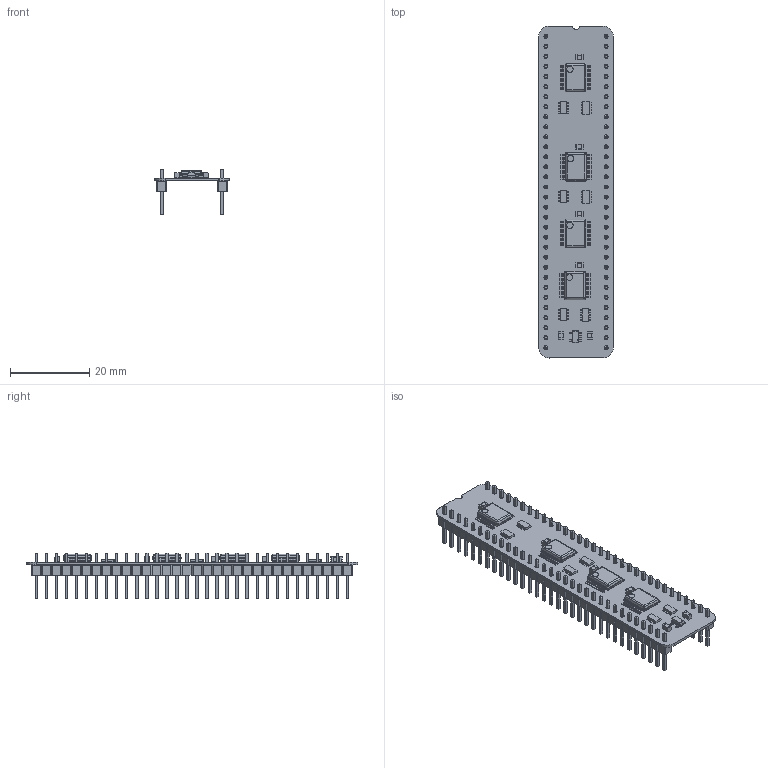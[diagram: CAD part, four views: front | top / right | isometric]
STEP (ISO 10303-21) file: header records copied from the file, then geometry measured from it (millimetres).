
FILE_DESCRIPTION(('KiCad electronic assembly'),'2;1');
FILE_NAME('Device Buffer.step','2025-01-03T09:27:02',('Pcbnew'),('Kicad' ),'Open CASCADE STEP processor 7.8','KiCad to STEP converter', 'Unknown');
FILE_SCHEMA(('AUTOMOTIVE_DESIGN { 1 0 10303 214 1 1 1 1 }'));
Length unit declared in the file: millimetre
Products named in the file (12): Device Buffer 1; SN74ABT245BDBR; DB0020A_ASM; C_0805_2012Metric; CAY16-470J4LF; ASSEMBLY; AP7365-33WG-7; PinHeader_1x32_P2.54mm_Vertical; PinHeader_1x32_P254mm_Vertical; Device Buffer_PCB
Assembly tree (25 placements, depth 3):
  Device Buffer 1
    SN74ABT245BDBR  x4
      DB0020A_ASM
    C_0805_2012Metric  x6
      C_0805_2012Metric
    CAY16-470J4LF  x6
      ASSEMBLY
    AP7365-33WG-7
      ASSEMBLY
    PinHeader_1x32_P2.54mm_Vertical  x2
      PinHeader_1x32_P254mm_Vertical
    Device Buffer_PCB
Bounding box: 18.8 x 83.97 x 11.54 mm (x, y, z)
Volume: 2628.6 mm3; surface area: 7291.8 mm2
Topology: 153 solids, 153 shells, 3505 faces, 8550 edges, 5492 vertices
Faces by surface type: plane 2900, cylinder 573, bspline 32
Full cylindrical faces by diameter (mm): 0.2 x1, 1 x64
Entity records: 45637 total; most frequent: CARTESIAN_POINT 7359, ORIENTED_EDGE 6626, DIRECTION 6377, EDGE_CURVE 3313, LINE 2897, VECTOR 2897, VERTEX_POINT 2110, AXIS2_PLACEMENT_3D 1740
